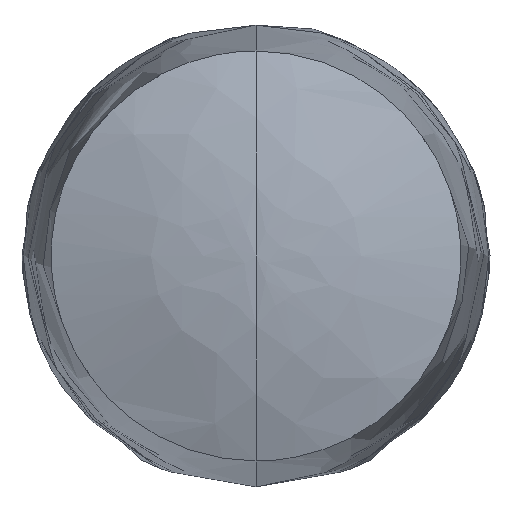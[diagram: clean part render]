
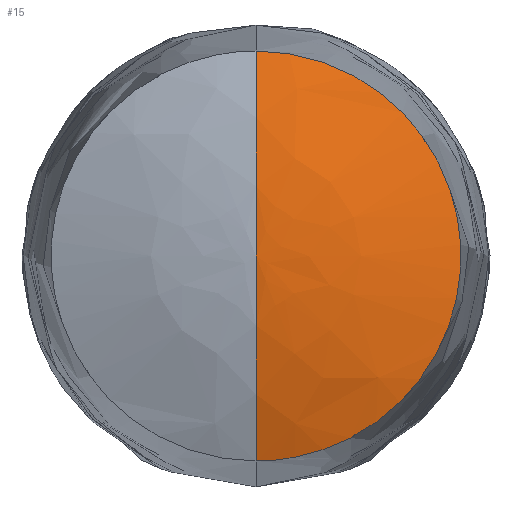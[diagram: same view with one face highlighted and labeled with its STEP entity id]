
A CAD part, left-side view. The second image highlights one B-rep face of the part: STEP entity #15.
In plain terms, the highlighted free-form (B-spline) face has degree [2, 2] with [3, 5] control points.
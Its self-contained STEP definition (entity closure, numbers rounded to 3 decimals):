
#15=ADVANCED_FACE('',(#21),#79,.T.);
#21=FACE_OUTER_BOUND('',#27,.T.);
#27=EDGE_LOOP('',(#33,#34,#35));
#33=ORIENTED_EDGE('',*,*,#57,.F.);
#34=ORIENTED_EDGE('',*,*,#54,.T.);
#35=ORIENTED_EDGE('',*,*,#58,.F.);
#54=EDGE_CURVE('',#75,#74,#64,.T.);
#57=EDGE_CURVE('',#75,#77,#67,.T.);
#58=EDGE_CURVE('',#77,#74,#68,.T.);
#64=(
BOUNDED_CURVE()
B_SPLINE_CURVE(2,(#210,#211,#212),.UNSPECIFIED.,.F.,.F.)
B_SPLINE_CURVE_WITH_KNOTS((3,3),(3066.702,3148.485),
 .UNSPECIFIED.)
CURVE()
GEOMETRIC_REPRESENTATION_ITEM()
RATIONAL_B_SPLINE_CURVE((1.,0.984,1.))
REPRESENTATION_ITEM('')
);
#67=(
BOUNDED_CURVE()
B_SPLINE_CURVE(2,(#221,#222,#223,#224,#225),.UNSPECIFIED.,.F.,.F.)
B_SPLINE_CURVE_WITH_KNOTS((3,2,3),(0.,143.45,286.899),
 .UNSPECIFIED.)
CURVE()
GEOMETRIC_REPRESENTATION_ITEM()
RATIONAL_B_SPLINE_CURVE((1.,0.707,1.,0.707,1.))
REPRESENTATION_ITEM('')
);
#68=(
BOUNDED_CURVE()
B_SPLINE_CURVE(2,(#226,#227,#228),.UNSPECIFIED.,.F.,.F.)
B_SPLINE_CURVE_WITH_KNOTS((3,3),(3066.702,3148.485),
 .UNSPECIFIED.)
CURVE()
GEOMETRIC_REPRESENTATION_ITEM()
RATIONAL_B_SPLINE_CURVE((1.,0.984,1.))
REPRESENTATION_ITEM('')
);
#74=VERTEX_POINT('',#202);
#75=VERTEX_POINT('',#203);
#77=VERTEX_POINT('',#205);
#79=(
BOUNDED_SURFACE()
B_SPLINE_SURFACE(2,2,((#111,#112,#113,#114,#115),(#116,#117,#118,#119,#120),
(#121,#122,#123,#124,#125)),.UNSPECIFIED.,.F.,.F.,.F.)
B_SPLINE_SURFACE_WITH_KNOTS((3,3),(3,2,3),(3066.702,3148.485),
(0.,143.45,286.899),.UNSPECIFIED.)
GEOMETRIC_REPRESENTATION_ITEM()
RATIONAL_B_SPLINE_SURFACE(((1.,0.707,1.,0.707,1.),
(0.967,0.684,0.967,0.684,
0.967),(0.967,0.684,0.967,
0.684,0.967)))
REPRESENTATION_ITEM('')
SURFACE()
);
#111=CARTESIAN_POINT('',(318712.078,28261.663,166.441));
#112=CARTESIAN_POINT('',(318712.078,28181.663,166.441));
#113=CARTESIAN_POINT('',(318712.078,28181.663,86.441));
#114=CARTESIAN_POINT('',(318712.078,28181.663,6.441));
#115=CARTESIAN_POINT('',(318712.078,28261.663,6.441));
#116=CARTESIAN_POINT('',(318698.062,28261.663,127.787));
#117=CARTESIAN_POINT('',(318698.062,28220.318,127.787));
#118=CARTESIAN_POINT('',(318698.062,28220.318,86.441));
#119=CARTESIAN_POINT('',(318698.062,28220.318,45.096));
#120=CARTESIAN_POINT('',(318698.062,28261.663,45.096));
#121=CARTESIAN_POINT('',(318698.062,28261.663,86.441));
#122=CARTESIAN_POINT('',(318698.062,28261.663,86.441));
#123=CARTESIAN_POINT('',(318698.062,28261.663,86.441));
#124=CARTESIAN_POINT('',(318698.062,28261.663,86.441));
#125=CARTESIAN_POINT('',(318698.062,28261.663,86.441));
#202=CARTESIAN_POINT('',(318698.062,28261.663,86.441));
#203=CARTESIAN_POINT('',(318712.078,28261.663,166.441));
#205=CARTESIAN_POINT('',(318712.078,28261.663,6.441));
#210=CARTESIAN_POINT('',(318712.078,28261.663,166.441));
#211=CARTESIAN_POINT('',(318698.062,28261.663,127.787));
#212=CARTESIAN_POINT('',(318698.062,28261.663,86.441));
#221=CARTESIAN_POINT('',(318712.078,28261.663,166.441));
#222=CARTESIAN_POINT('',(318712.078,28181.663,166.441));
#223=CARTESIAN_POINT('',(318712.078,28181.663,86.441));
#224=CARTESIAN_POINT('',(318712.078,28181.663,6.441));
#225=CARTESIAN_POINT('',(318712.078,28261.663,6.441));
#226=CARTESIAN_POINT('',(318712.078,28261.663,6.441));
#227=CARTESIAN_POINT('',(318698.062,28261.663,45.096));
#228=CARTESIAN_POINT('',(318698.062,28261.663,86.441));
